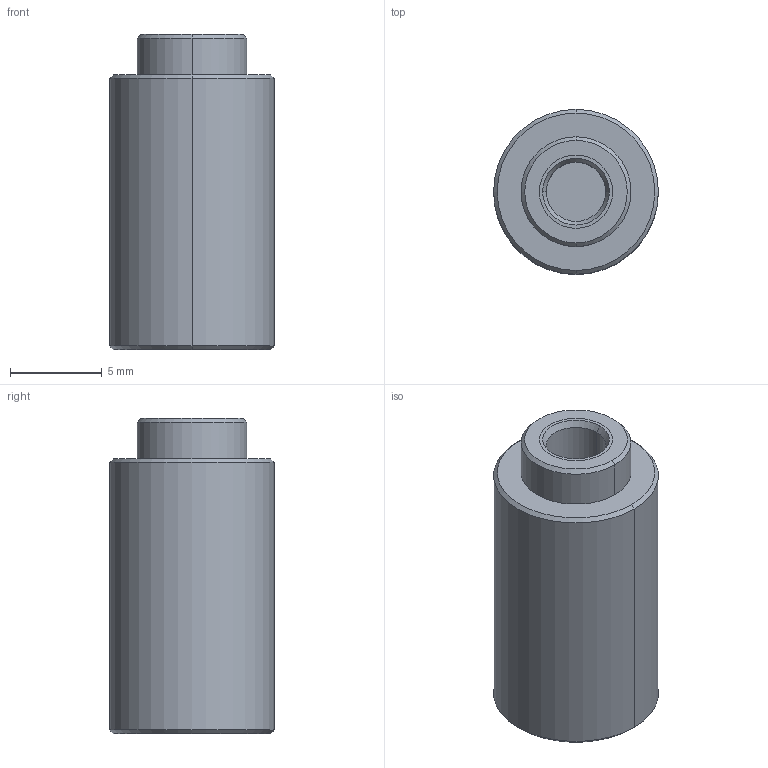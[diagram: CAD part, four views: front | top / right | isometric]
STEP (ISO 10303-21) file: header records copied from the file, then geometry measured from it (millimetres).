
FILE_DESCRIPTION((''),'2;1');
FILE_NAME('ILCM-VY-A-64','2025-07-15T14:55:56',('AThompson'),(''),'CREO PARAMETRIC BY PTC INC, 2021164','CREO PARAMETRIC BY PTC INC, 2021164','');
FILE_SCHEMA(('AUTOMOTIVE_DESIGN { 1 0 10303 214 1 1 1 1 }'));
Length unit declared in the file: millimetre
Products named in the file (1): ILCM-VY-A-64
Bounding box: 9 x 9 x 17.2 mm (x, y, z)
Volume: 893.8 mm3; surface area: 863.8 mm2
Topology: 1 solids, 2 shells, 28 faces, 60 edges, 38 vertices
Faces by surface type: plane 12, cone 8, cylinder 8
Entity records: 1300 total; most frequent: DIRECTION 214, CARTESIAN_POINT 177, ORIENTED_EDGE 116, AXIS2_PLACEMENT_3D 82, PRESENTATION_STYLE_ASSIGNMENT 65, STYLED_ITEM 65, CURVE_STYLE 63, EDGE_CURVE 60
